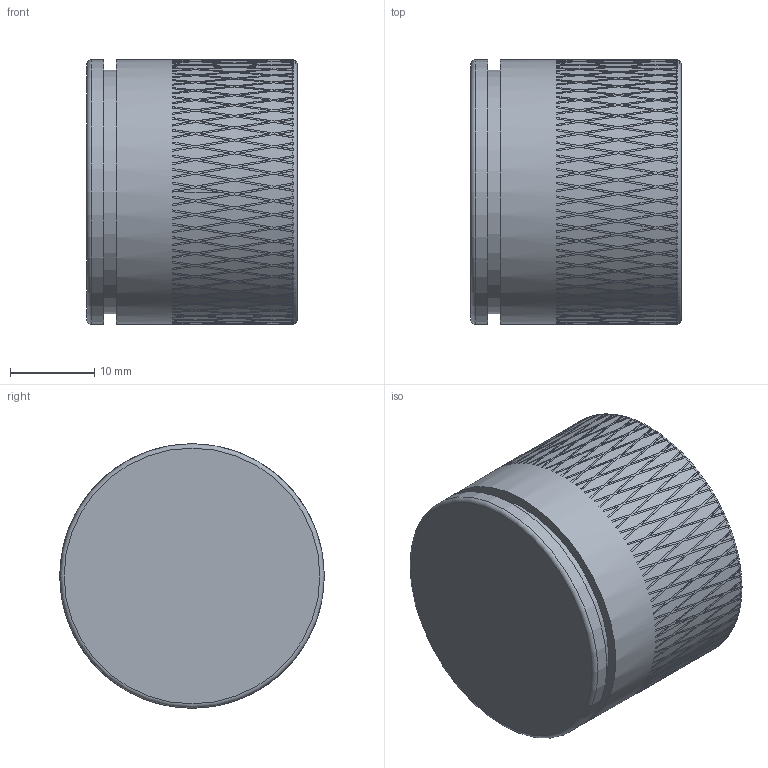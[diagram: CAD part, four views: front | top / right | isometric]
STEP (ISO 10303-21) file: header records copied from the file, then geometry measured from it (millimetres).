
FILE_DESCRIPTION(/* description */ (''),/* implementation_level */ '2;1');
FILE_NAME(/* name */ 'TrustLink MS F Dust Cap A.stp',/* time_stamp */ '2021-03-08T15:09:15+01:00',/* author */ ('sh'),/* organization */ (''),/* preprocessor_version */ 'ST-DEVELOPER v17.2',/* originating_system */ 'Autodesk Inventor 2019',/* authorisation */ '');
FILE_SCHEMA (('AUTOMOTIVE_DESIGN { 1 0 10303 214 3 1 1 }'));
Products named in the file (1): 0024730611-012
Bounding box: 25 x 31.4 x 31.4 mm (x, y, z)
Volume: 6732.7 mm3; surface area: 6207.3 mm2
Topology: 1 solids, 1 shells, 1286 faces, 3666 edges, 2446 vertices
Faces by surface type: bspline 1082, cylinder 194, plane 7, torus 3
Full cylindrical faces by diameter (mm): 27.2 x1, 28.2 x2, 28.3 x2, 29 x1, 31.38 x1, 31.4 x2
Entity records: 104276 total; most frequent: CARTESIAN_POINT 79785, ORIENTED_EDGE 7332, EDGE_CURVE 3666, B_SPLINE_CURVE_WITH_KNOTS 3082, VERTEX_POINT 2446, EDGE_LOOP 1350, FACE_OUTER_BOUND 1286, ADVANCED_FACE 1286
